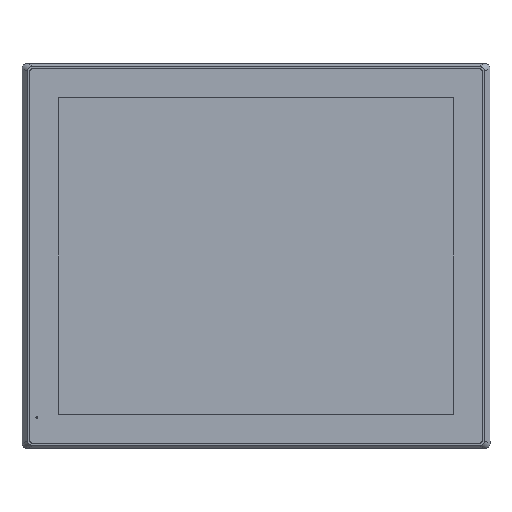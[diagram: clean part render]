
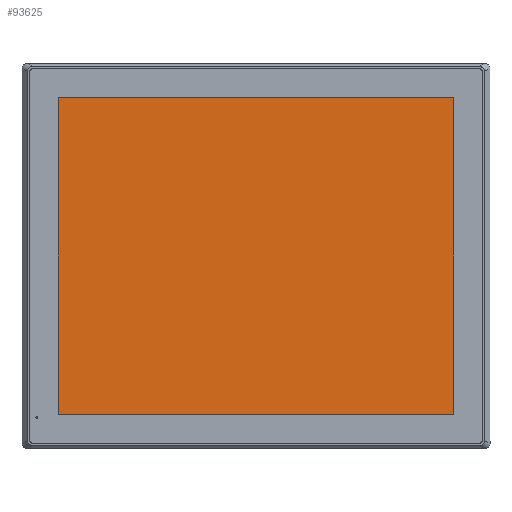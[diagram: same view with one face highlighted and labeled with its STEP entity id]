
A CAD part, front view. The second image highlights one B-rep face of the part: STEP entity #93625.
In plain terms, the highlighted planar face has unit normal (0, -1, 0).
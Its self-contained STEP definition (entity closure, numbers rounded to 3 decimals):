
#5453 = PLANE ( 'NONE',  #73799 ) ;
#11723 = ORIENTED_EDGE ( 'NONE', *, *, #51314, .T. ) ;
#15843 = LINE ( 'NONE', #59933, #32404 ) ;
#16672 = VERTEX_POINT ( 'NONE', #77718 ) ;
#32404 = VECTOR ( 'NONE', #137973, 1000. ) ;
#37889 = LINE ( 'NONE', #115983, #47034 ) ;
#46667 = DIRECTION ( 'NONE',  ( 1., 0., 0. ) ) ;
#47034 = VECTOR ( 'NONE', #81976, 1000. ) ;
#48597 = VECTOR ( 'NONE', #46667, 1000. ) ;
#51314 = EDGE_CURVE ( 'NONE', #99404, #124448, #81318, .T. ) ;
#58251 = CARTESIAN_POINT ( 'NONE',  ( 176.238, -6.4, 141.097 ) ) ;
#59933 = CARTESIAN_POINT ( 'NONE',  ( 169.46, -6.4, -141.097 ) ) ;
#61794 = LINE ( 'NONE', #116091, #112054 ) ;
#67654 = CARTESIAN_POINT ( 'NONE',  ( -176.238, -6.4, -135.67 ) ) ;
#69838 = DIRECTION ( 'NONE',  ( 0., -1., 0. ) ) ;
#73799 = AXIS2_PLACEMENT_3D ( 'NONE', #58251, #69838, #113976 ) ;
#76747 = CARTESIAN_POINT ( 'NONE',  ( -169.46, -6.4, -135.67 ) ) ;
#77718 = CARTESIAN_POINT ( 'NONE',  ( -169.46, -6.4, 135.67 ) ) ;
#78506 = EDGE_CURVE ( 'NONE', #124448, #114684, #15843, .T. ) ;
#81318 = LINE ( 'NONE', #67654, #48597 ) ;
#81976 = DIRECTION ( 'NONE',  ( 0., 0., -1. ) ) ;
#83809 = EDGE_CURVE ( 'NONE', #16672, #99404, #37889, .T. ) ;
#85938 = ORIENTED_EDGE ( 'NONE', *, *, #78506, .T. ) ;
#90012 = ORIENTED_EDGE ( 'NONE', *, *, #106459, .T. ) ;
#92952 = FACE_OUTER_BOUND ( 'NONE', #95845, .T. ) ;
#93625 = ADVANCED_FACE ( 'NONE', ( #92952 ), #5453, .T. ) ;
#95845 = EDGE_LOOP ( 'NONE', ( #85938, #90012, #112318, #11723 ) ) ;
#97155 = CARTESIAN_POINT ( 'NONE',  ( 169.46, -6.4, -135.67 ) ) ;
#99404 = VERTEX_POINT ( 'NONE', #76747 ) ;
#105194 = DIRECTION ( 'NONE',  ( -1., 0., 0. ) ) ;
#106459 = EDGE_CURVE ( 'NONE', #114684, #16672, #61794, .T. ) ;
#106641 = CARTESIAN_POINT ( 'NONE',  ( 169.46, -6.4, 135.67 ) ) ;
#112054 = VECTOR ( 'NONE', #105194, 1000. ) ;
#112318 = ORIENTED_EDGE ( 'NONE', *, *, #83809, .T. ) ;
#113976 = DIRECTION ( 'NONE',  ( 0., 0., -1. ) ) ;
#114684 = VERTEX_POINT ( 'NONE', #106641 ) ;
#115983 = CARTESIAN_POINT ( 'NONE',  ( -169.46, -6.4, 141.097 ) ) ;
#116091 = CARTESIAN_POINT ( 'NONE',  ( 176.238, -6.4, 135.67 ) ) ;
#124448 = VERTEX_POINT ( 'NONE', #97155 ) ;
#137973 = DIRECTION ( 'NONE',  ( 0., 0., 1. ) ) ;
